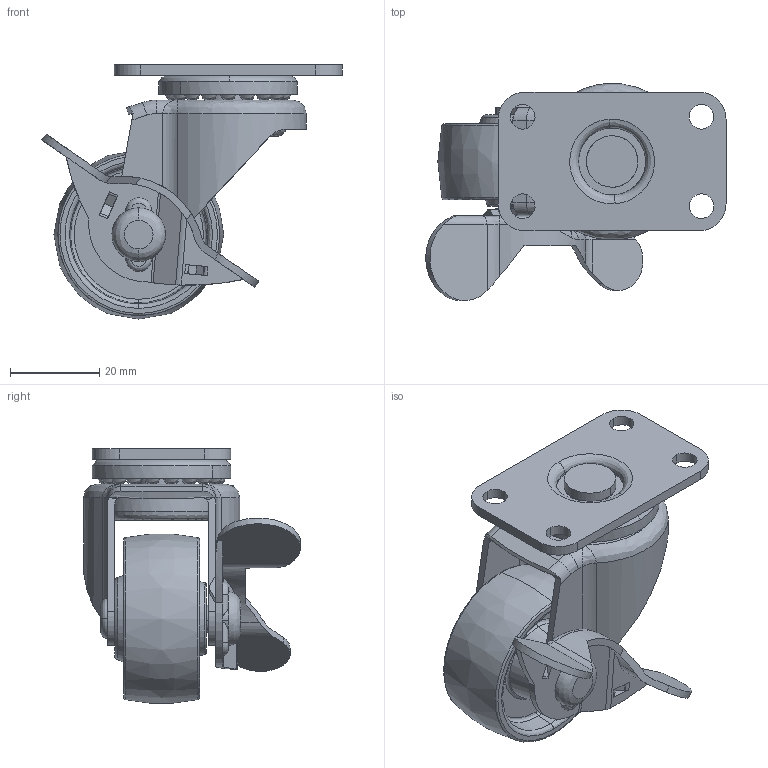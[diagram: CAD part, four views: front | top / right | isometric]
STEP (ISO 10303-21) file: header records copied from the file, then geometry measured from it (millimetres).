
FILE_DESCRIPTION( (''), '2;1');
FILE_NAME ('PC002.10508.TCA_415E_U40_25489.stp','2024-06-11T16:30:47',(''),(''),'spGate 19.8.4 (****-****-****-****)','','');
FILE_SCHEMA (('AUTOMOTIVE_DESIGN'));
Length unit declared in the file: millimetre
Products named in the file (7): Assembly; lever; mounting plate; main shaft; body; axle; wheel
Assembly tree (6 placements, depth 2):
  Assembly
    lever
    mounting plate
    main shaft
    body
    axle
    wheel
Bounding box: 67.16 x 48.59 x 56.9 mm (x, y, z)
Volume: 29050.4 mm3; surface area: 21865.2 mm2
Topology: 6 solids, 6 shells, 265 faces, 707 edges, 465 vertices
Faces by surface type: bspline 96, plane 86, cylinder 83
Entity records: 18083 total; most frequent: CARTESIAN_POINT 6134, ORIENTED_EDGE 1410, DIRECTION 1223, COLOUR_RGB 976, PRESENTATION_STYLE_ASSIGNMENT 976, STYLED_ITEM 976, EDGE_CURVE 705, DRAUGHTING_PRE_DEFINED_CURVE_FONT 705
